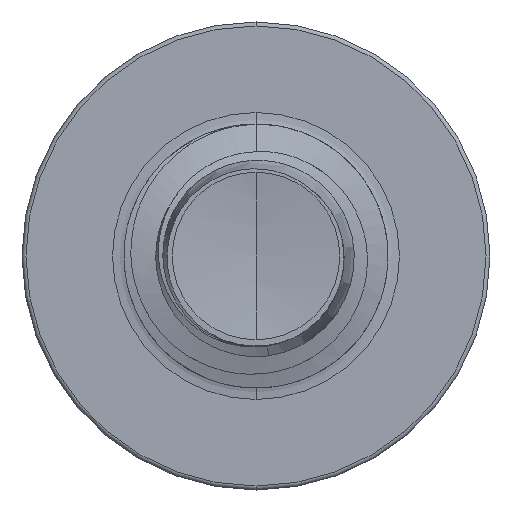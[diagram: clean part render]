
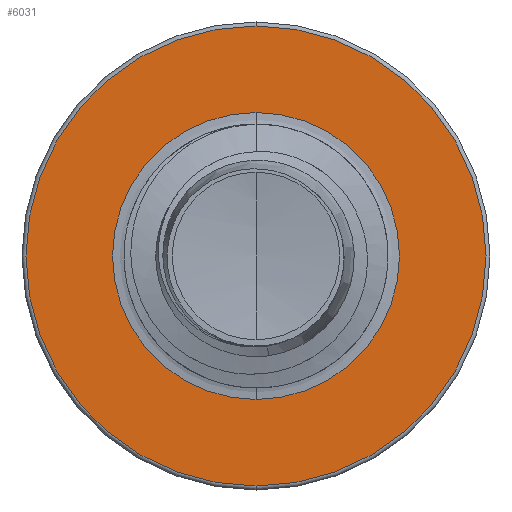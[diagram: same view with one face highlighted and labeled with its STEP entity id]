
A CAD part, front view. The second image highlights one B-rep face of the part: STEP entity #6031.
In plain terms, the highlighted planar face has unit normal (0, -1, 0).
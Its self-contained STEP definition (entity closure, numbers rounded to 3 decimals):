
#385 = DIRECTION ( 'NONE',  ( 0., 0., 1. ) ) ;
#395 = AXIS2_PLACEMENT_3D ( 'NONE', #10689, #3700, #11802 ) ;
#408 = DIRECTION ( 'NONE',  ( 0., 1., 0. ) ) ;
#437 = CARTESIAN_POINT ( 'NONE',  ( 0., 3.5, 0. ) ) ;
#1230 = EDGE_CURVE ( 'NONE', #12338, #1398, #2660, .T. ) ;
#1398 = VERTEX_POINT ( 'NONE', #14841 ) ;
#2561 = AXIS2_PLACEMENT_3D ( 'NONE', #2700, #6504, #14277 ) ;
#2660 = CIRCLE ( 'NONE', #9747, 1.917 ) ;
#2700 = CARTESIAN_POINT ( 'NONE',  ( 0., 3.5, -1.196 ) ) ;
#3099 = AXIS2_PLACEMENT_3D ( 'NONE', #13957, #7400, #15060 ) ;
#3246 = ORIENTED_EDGE ( 'NONE', *, *, #1230, .F. ) ;
#3269 = CARTESIAN_POINT ( 'NONE',  ( 0., 3.5, -1.196 ) ) ;
#3700 = DIRECTION ( 'NONE',  ( 0., 1., 0. ) ) ;
#4709 = CARTESIAN_POINT ( 'NONE',  ( 0., 3.5, -1.917 ) ) ;
#5376 = CARTESIAN_POINT ( 'NONE',  ( 0., 3.5, 1.196 ) ) ;
#5843 = DIRECTION ( 'NONE',  ( 0., 1., 0. ) ) ;
#6031 = ADVANCED_FACE ( 'NONE', ( #6836, #12794 ), #8885, .F. ) ;
#6155 = ORIENTED_EDGE ( 'NONE', *, *, #6519, .F. ) ;
#6496 = EDGE_CURVE ( 'NONE', #11846, #8607, #11759, .T. ) ;
#6502 = ORIENTED_EDGE ( 'NONE', *, *, #6496, .T. ) ;
#6504 = DIRECTION ( 'NONE',  ( 0., 1., 0. ) ) ;
#6519 = EDGE_CURVE ( 'NONE', #1398, #12338, #8169, .T. ) ;
#6836 = FACE_OUTER_BOUND ( 'NONE', #14837, .T. ) ;
#7400 = DIRECTION ( 'NONE',  ( 0., 1., 0. ) ) ;
#7856 = EDGE_LOOP ( 'NONE', ( #6502, #9595 ) ) ;
#8169 = CIRCLE ( 'NONE', #3099, 1.917 ) ;
#8259 = AXIS2_PLACEMENT_3D ( 'NONE', #12565, #5843, #13616 ) ;
#8607 = VERTEX_POINT ( 'NONE', #3269 ) ;
#8885 = PLANE ( 'NONE',  #2561 ) ;
#9595 = ORIENTED_EDGE ( 'NONE', *, *, #12722, .T. ) ;
#9747 = AXIS2_PLACEMENT_3D ( 'NONE', #437, #408, #385 ) ;
#10689 = CARTESIAN_POINT ( 'NONE',  ( 0., 3.5, 0. ) ) ;
#11759 = CIRCLE ( 'NONE', #395, 1.196 ) ;
#11802 = DIRECTION ( 'NONE',  ( 0., 0., 1. ) ) ;
#11846 = VERTEX_POINT ( 'NONE', #5376 ) ;
#12338 = VERTEX_POINT ( 'NONE', #4709 ) ;
#12565 = CARTESIAN_POINT ( 'NONE',  ( 0., 3.5, 0. ) ) ;
#12573 = CIRCLE ( 'NONE', #8259, 1.196 ) ;
#12722 = EDGE_CURVE ( 'NONE', #8607, #11846, #12573, .T. ) ;
#12794 = FACE_BOUND ( 'NONE', #7856, .T. ) ;
#13616 = DIRECTION ( 'NONE',  ( 0., 0., 1. ) ) ;
#13957 = CARTESIAN_POINT ( 'NONE',  ( 0., 3.5, 0. ) ) ;
#14277 = DIRECTION ( 'NONE',  ( 0., 0., 1. ) ) ;
#14837 = EDGE_LOOP ( 'NONE', ( #6155, #3246 ) ) ;
#14841 = CARTESIAN_POINT ( 'NONE',  ( 0., 3.5, 1.917 ) ) ;
#15060 = DIRECTION ( 'NONE',  ( 0., 0., 1. ) ) ;
